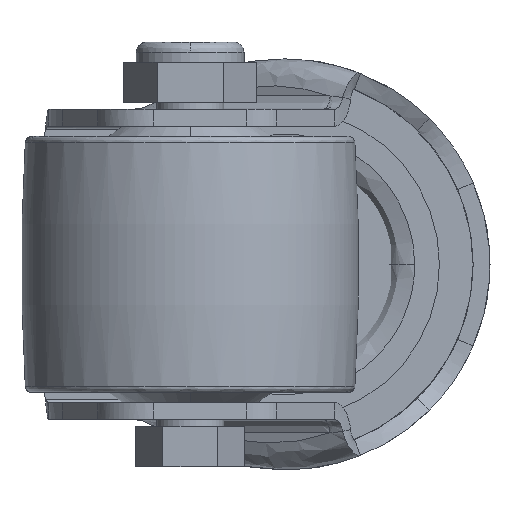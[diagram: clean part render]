
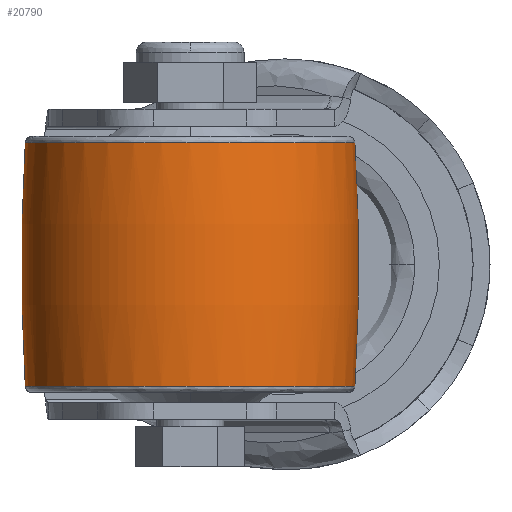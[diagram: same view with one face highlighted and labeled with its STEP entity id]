
A CAD part, front view. The second image highlights one B-rep face of the part: STEP entity #20790.
In plain terms, the highlighted toroidal (fillet/blend) face has major radius 275 mm and minor radius 300 mm.
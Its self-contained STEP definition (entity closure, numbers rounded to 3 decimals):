
#1172 = DIRECTION ( 'NONE',  ( 0., 1., 0. ) ) ;
#1344 = CARTESIAN_POINT ( 'NONE',  ( -38.456, -41.5, 18.06 ) ) ;
#1630 = FACE_OUTER_BOUND ( 'NONE', #21144, .T. ) ;
#2566 = DIRECTION ( 'NONE',  ( 0., 0., 1. ) ) ;
#5165 = CARTESIAN_POINT ( 'NONE',  ( -14., -41.5, -18.06 ) ) ;
#5367 = VERTEX_POINT ( 'NONE', #1344 ) ;
#6090 = CARTESIAN_POINT ( 'NONE',  ( -14., -41.5, 0. ) ) ;
#6520 = DIRECTION ( 'NONE',  ( 0., -1., 0. ) ) ;
#6787 = AXIS2_PLACEMENT_3D ( 'NONE', #21240, #1172, #27568 ) ;
#7245 = EDGE_CURVE ( 'NONE', #7941, #5367, #12921, .T. ) ;
#7941 = VERTEX_POINT ( 'NONE', #18201 ) ;
#8293 = AXIS2_PLACEMENT_3D ( 'NONE', #6090, #25707, #10303 ) ;
#10032 = DIRECTION ( 'NONE',  ( 0., 0., -1. ) ) ;
#10033 = ORIENTED_EDGE ( 'NONE', *, *, #23347, .T. ) ;
#10197 = CIRCLE ( 'NONE', #17101, 300. ) ;
#10303 = DIRECTION ( 'NONE',  ( 1., 0., 0. ) ) ;
#10441 = CARTESIAN_POINT ( 'NONE',  ( -289., -41.5, 0. ) ) ;
#11769 = CARTESIAN_POINT ( 'NONE',  ( -38.456, -41.5, -18.06 ) ) ;
#11780 = DIRECTION ( 'NONE',  ( -0.998, 0.063, 0. ) ) ;
#12573 = ORIENTED_EDGE ( 'NONE', *, *, #13542, .F. ) ;
#12921 = CIRCLE ( 'NONE', #23053, 24.456 ) ;
#13542 = EDGE_CURVE ( 'NONE', #23147, #5367, #22498, .T. ) ;
#13901 = VERTEX_POINT ( 'NONE', #25713 ) ;
#15348 = DIRECTION ( 'NONE',  ( 0., 0., -1. ) ) ;
#16093 = CARTESIAN_POINT ( 'NONE',  ( -14., -41.5, 18.06 ) ) ;
#17101 = AXIS2_PLACEMENT_3D ( 'NONE', #10441, #6520, #15348 ) ;
#17594 = EDGE_CURVE ( 'NONE', #23147, #13901, #20607, .T. ) ;
#18201 = CARTESIAN_POINT ( 'NONE',  ( 10.456, -41.5, 18.06 ) ) ;
#19555 = ORIENTED_EDGE ( 'NONE', *, *, #17594, .T. ) ;
#20607 = CIRCLE ( 'NONE', #26105, 24.456 ) ;
#20765 = TOROIDAL_SURFACE ( 'NONE', #8293, -275., 300. ) ;
#20790 = ADVANCED_FACE ( 'NONE', ( #1630 ), #20765, .T. ) ;
#21144 = EDGE_LOOP ( 'NONE', ( #12573, #19555, #10033, #24708 ) ) ;
#21240 = CARTESIAN_POINT ( 'NONE',  ( 261., -41.5, 0. ) ) ;
#22498 = CIRCLE ( 'NONE', #6787, 300. ) ;
#23053 = AXIS2_PLACEMENT_3D ( 'NONE', #16093, #10032, #11780 ) ;
#23147 = VERTEX_POINT ( 'NONE', #11769 ) ;
#23347 = EDGE_CURVE ( 'NONE', #13901, #7941, #10197, .T. ) ;
#24708 = ORIENTED_EDGE ( 'NONE', *, *, #7245, .T. ) ;
#25707 = DIRECTION ( 'NONE',  ( 0., 0., 1. ) ) ;
#25713 = CARTESIAN_POINT ( 'NONE',  ( 10.456, -41.5, -18.06 ) ) ;
#26105 = AXIS2_PLACEMENT_3D ( 'NONE', #5165, #2566, #26796 ) ;
#26796 = DIRECTION ( 'NONE',  ( -0.998, 0.063, 0. ) ) ;
#27568 = DIRECTION ( 'NONE',  ( 0., 0., 1. ) ) ;
